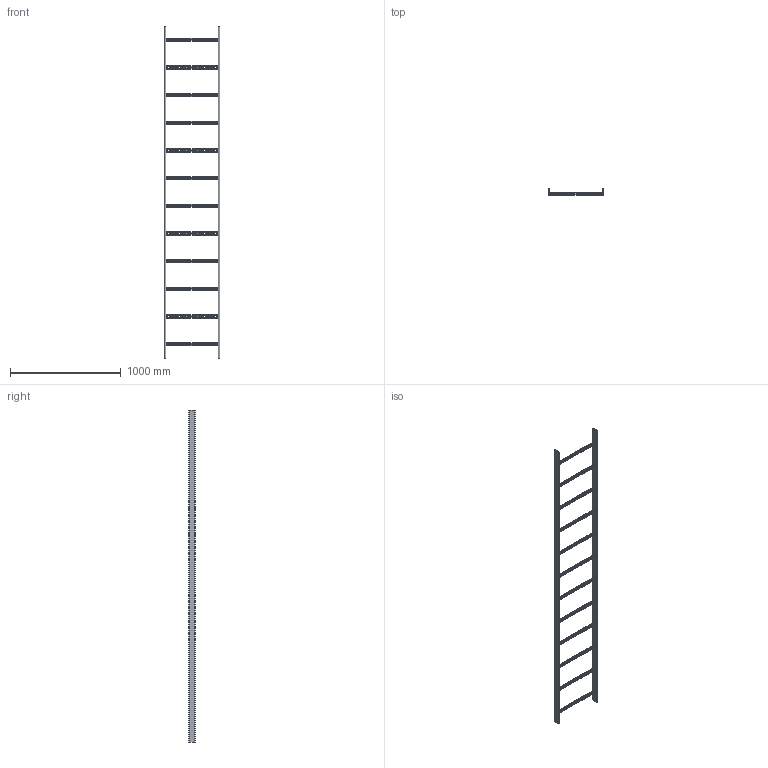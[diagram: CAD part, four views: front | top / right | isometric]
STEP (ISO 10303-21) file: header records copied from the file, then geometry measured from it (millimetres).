
FILE_DESCRIPTION (( 'STEP AP203' ), '1' );
FILE_NAME ('10-02-1218.STEP', '2013-05-02T08:37:57', ( 'asennus' ), ( '' ), 'SwSTEP 2.0', 'SolidWorks 2013', '' );
FILE_SCHEMA (( 'CONFIG_CONTROL_DESIGN' ));
Length unit declared in the file: millimetre
Products named in the file (1): 10-02-1218
Bounding box: 500 x 60 x 3000 mm (x, y, z)
Volume: 1146673.9 mm3; surface area: 2316074.7 mm2
Topology: 14 solids, 14 shells, 1604 faces, 4152 edges, 2576 vertices
Faces by surface type: plane 972, cylinder 632
Entity records: 49295 total; most frequent: DIRECTION 8626, CARTESIAN_POINT 8333, ORIENTED_EDGE 8304, EDGE_CURVE 4152, VECTOR 2888, LINE 2888, AXIS2_PLACEMENT_3D 2869, VERTEX_POINT 2576
